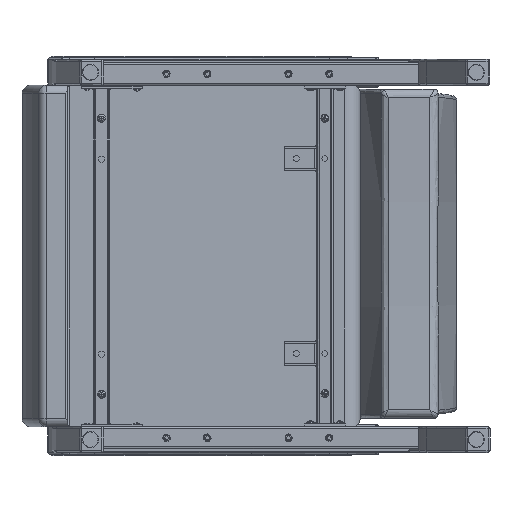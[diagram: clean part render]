
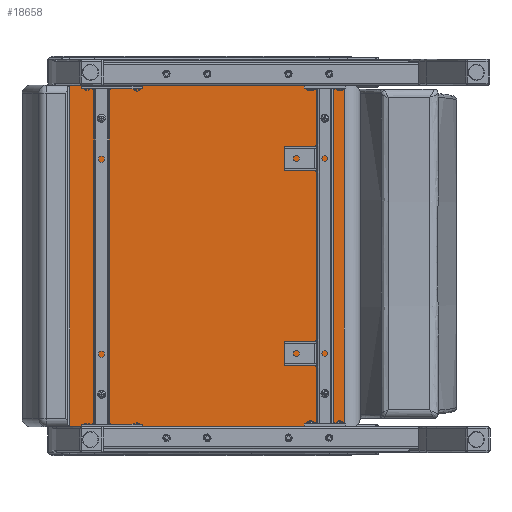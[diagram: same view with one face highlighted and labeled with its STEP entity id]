
A CAD part, front view. The second image highlights one B-rep face of the part: STEP entity #18658.
In plain terms, the highlighted planar face has unit normal (0, -1, 0).
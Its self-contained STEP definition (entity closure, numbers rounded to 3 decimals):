
#1685=PLANE('',#20749);
#2550=LINE('',#52847,#3665);
#2566=LINE('',#52981,#3681);
#2572=LINE('',#53068,#3687);
#2573=LINE('',#53070,#3688);
#3665=VECTOR('',#25117,0.394);
#3681=VECTOR('',#25193,0.394);
#3687=VECTOR('',#25255,0.394);
#3688=VECTOR('',#25258,0.394);
#5169=FACE_OUTER_BOUND('',#6525,.T.);
#6525=EDGE_LOOP('',(#15370,#15371,#15372,#15373));
#9015=VERTEX_POINT('',#52835);
#9016=VERTEX_POINT('',#52846);
#9040=VERTEX_POINT('',#52969);
#9041=VERTEX_POINT('',#52980);
#11203=EDGE_CURVE('',#9015,#9016,#2550,.T.);
#11242=EDGE_CURVE('',#9040,#9041,#2566,.T.);
#11267=EDGE_CURVE('',#9040,#9016,#2572,.T.);
#11268=EDGE_CURVE('',#9041,#9015,#2573,.T.);
#15370=ORIENTED_EDGE('',*,*,#11203,.F.);
#15371=ORIENTED_EDGE('',*,*,#11268,.F.);
#15372=ORIENTED_EDGE('',*,*,#11242,.F.);
#15373=ORIENTED_EDGE('',*,*,#11267,.T.);
#18658=ADVANCED_FACE('',(#5169),#1685,.T.);
#20749=AXIS2_PLACEMENT_3D('',#53069,#25256,#25257);
#25117=DIRECTION('',(1.,0.,0.));
#25193=DIRECTION('',(-1.,0.,0.));
#25255=DIRECTION('',(0.,0.,1.));
#25256=DIRECTION('center_axis',(0.,-1.,0.));
#25257=DIRECTION('ref_axis',(1.,0.,0.));
#25258=DIRECTION('',(0.,0.,1.));
#52835=CARTESIAN_POINT('',(-12.083,0.797,20.966));
#52846=CARTESIAN_POINT('',(4.791,0.797,20.966));
#52847=CARTESIAN_POINT('',(-9.146,0.797,20.966));
#52969=CARTESIAN_POINT('',(4.791,0.797,0.034));
#52980=CARTESIAN_POINT('',(-12.083,0.797,0.034));
#52981=CARTESIAN_POINT('',(-9.146,0.797,0.034));
#53068=CARTESIAN_POINT('',(4.791,0.797,0.));
#53069=CARTESIAN_POINT('Origin',(-12.083,0.797,0.));
#53070=CARTESIAN_POINT('',(-12.083,0.797,0.));
